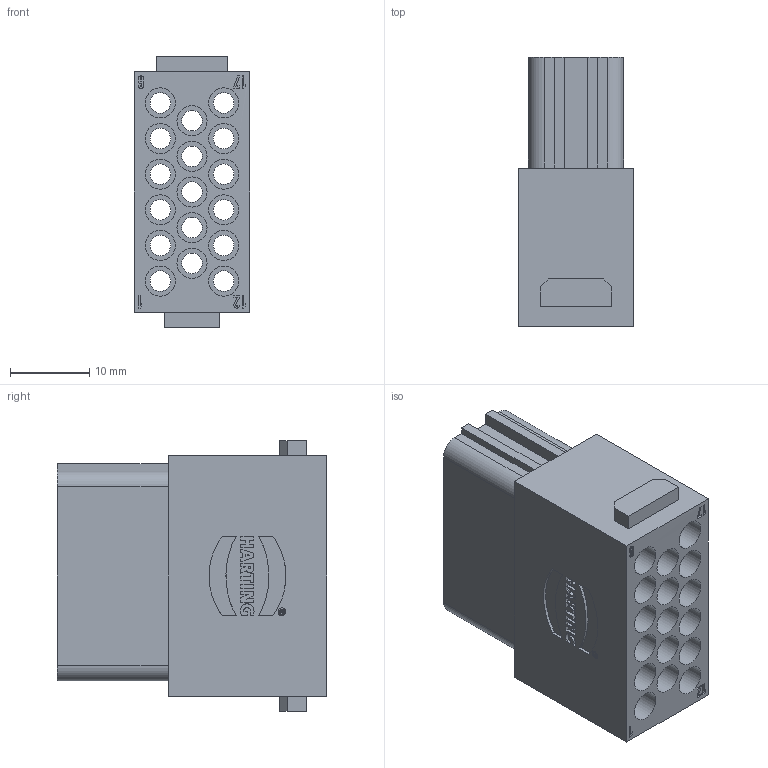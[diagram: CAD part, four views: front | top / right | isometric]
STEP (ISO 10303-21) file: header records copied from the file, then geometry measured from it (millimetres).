
FILE_DESCRIPTION(/* description */ (''),/* implementation_level */ '2;1');
FILE_NAME(/* name */ '100208996ugm000_b.stp',/* time_stamp */ '2017-09-29T09:04:43+02:00',/* author */ (''),/* organization */ (''),/* preprocessor_version */ 'ST-DEVELOPER v16',/* originating_system */ 'SIEMENS PLM Software NX 10.0',/* authorisation */ '');
FILE_SCHEMA (('AUTOMOTIVE_DESIGN { 1 0 10303 214 3 1 1 1 }'));
Length unit declared in the file: millimetre
Products named in the file (1): 100208996ugm000_b
Bounding box: 14.6 x 34.02 x 34.2 mm (x, y, z)
Volume: 8210.2 mm3; surface area: 9820.3 mm2
Topology: 1 solids, 1 shells, 347 faces, 837 edges, 577 vertices
Faces by surface type: plane 263, cylinder 75, bspline 9
Full cylindrical faces by diameter (mm): 0.7 x1, 0.981 x1, 2.6 x17, 3 x17, 3.8 x17
Entity records: 10983 total; most frequent: CARTESIAN_POINT 2175, ORIENTED_EDGE 1568, DIRECTION 1555, EDGE_CURVE 784, LINE 577, VECTOR 577, VERTEX_POINT 558, EDGE_LOOP 500
